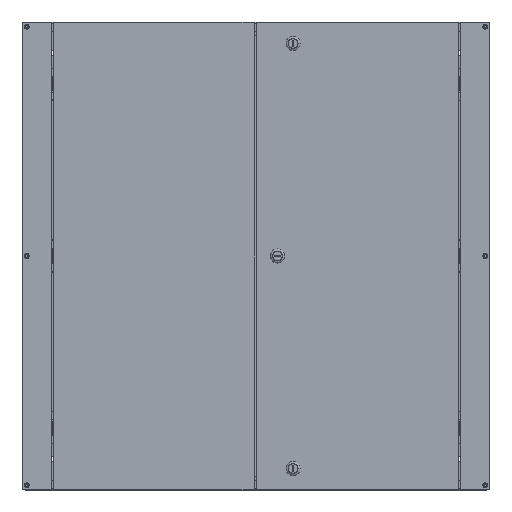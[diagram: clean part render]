
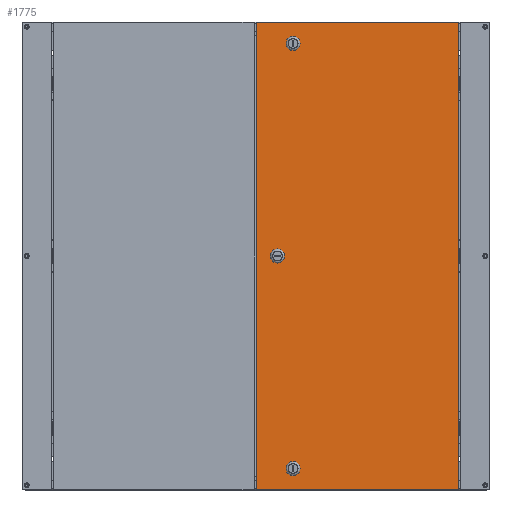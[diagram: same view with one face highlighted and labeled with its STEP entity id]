
A CAD part, front view. The second image highlights one B-rep face of the part: STEP entity #1775.
In plain terms, the highlighted planar face has unit normal (0, -1, 0).
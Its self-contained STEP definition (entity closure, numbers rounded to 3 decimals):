
#1775 = ADVANCED_FACE( '', ( #3580, #3581, #3582, #3583 ), #3584, .T. );
#3580 = FACE_BOUND( '', #21407, .T. );
#3581 = FACE_BOUND( '', #21408, .T. );
#3582 = FACE_BOUND( '', #21409, .T. );
#3583 = FACE_OUTER_BOUND( '', #21410, .T. );
#3584 = PLANE( '', #21411 );
#21407 = EDGE_LOOP( '', ( #36648, #36649, #36650, #36651 ) );
#21408 = EDGE_LOOP( '', ( #36652, #36653, #36654, #36655 ) );
#21409 = EDGE_LOOP( '', ( #36656, #36657, #36658, #36659 ) );
#21410 = EDGE_LOOP( '', ( #36660, #36661, #36662, #36663 ) );
#21411 = AXIS2_PLACEMENT_3D( '', #36664, #36665, #36666 );
#36648 = ORIENTED_EDGE( '', *, *, #40299, .F. );
#36649 = ORIENTED_EDGE( '', *, *, #40300, .F. );
#36650 = ORIENTED_EDGE( '', *, *, #40301, .F. );
#36651 = ORIENTED_EDGE( '', *, *, #40302, .F. );
#36652 = ORIENTED_EDGE( '', *, *, #39317, .F. );
#36653 = ORIENTED_EDGE( '', *, *, #40303, .F. );
#36654 = ORIENTED_EDGE( '', *, *, #40304, .F. );
#36655 = ORIENTED_EDGE( '', *, *, #39893, .F. );
#36656 = ORIENTED_EDGE( '', *, *, #40305, .F. );
#36657 = ORIENTED_EDGE( '', *, *, #39242, .F. );
#36658 = ORIENTED_EDGE( '', *, *, #39435, .F. );
#36659 = ORIENTED_EDGE( '', *, *, #40306, .F. );
#36660 = ORIENTED_EDGE( '', *, *, #40307, .T. );
#36661 = ORIENTED_EDGE( '', *, *, #40308, .T. );
#36662 = ORIENTED_EDGE( '', *, *, #40211, .T. );
#36663 = ORIENTED_EDGE( '', *, *, #39410, .T. );
#36664 = CARTESIAN_POINT( '', ( 0., 0., 0. ) );
#36665 = DIRECTION( '', ( 0., -1., 0. ) );
#36666 = DIRECTION( '', ( 0., 0., -1. ) );
#39242 = EDGE_CURVE( '', #41569, #41571, #41572, .T. );
#39317 = EDGE_CURVE( '', #41693, #41695, #41696, .T. );
#39410 = EDGE_CURVE( '', #41842, #41843, #41844, .T. );
#39435 = EDGE_CURVE( '', #41881, #41569, #41883, .T. );
#39893 = EDGE_CURVE( '', #41695, #42604, #42605, .T. );
#40211 = EDGE_CURVE( '', #43046, #41842, #43047, .T. );
#40299 = EDGE_CURVE( '', #43152, #43153, #43154, .T. );
#40300 = EDGE_CURVE( '', #43155, #43152, #43156, .T. );
#40301 = EDGE_CURVE( '', #43157, #43155, #43158, .T. );
#40302 = EDGE_CURVE( '', #43153, #43157, #43159, .T. );
#40303 = EDGE_CURVE( '', #43160, #41693, #43161, .T. );
#40304 = EDGE_CURVE( '', #42604, #43160, #43162, .T. );
#40305 = EDGE_CURVE( '', #41571, #43163, #43164, .T. );
#40306 = EDGE_CURVE( '', #43163, #41881, #43165, .T. );
#40307 = EDGE_CURVE( '', #41843, #43166, #43167, .T. );
#40308 = EDGE_CURVE( '', #43166, #43046, #43168, .T. );
#41569 = VERTEX_POINT( '', #45306 );
#41571 = VERTEX_POINT( '', #45309 );
#41572 = LINE( '', #45310, #45311 );
#41693 = VERTEX_POINT( '', #45625 );
#41695 = VERTEX_POINT( '', #45628 );
#41696 = CIRCLE( '', #45629, 9.716 );
#41842 = VERTEX_POINT( '', #45948 );
#41843 = VERTEX_POINT( '', #45949 );
#41844 = LINE( '', #45950, #45951 );
#41881 = VERTEX_POINT( '', #46049 );
#41883 = CIRCLE( '', #46052, 9.716 );
#42604 = VERTEX_POINT( '', #47651 );
#42605 = LINE( '', #47652, #47653 );
#43046 = VERTEX_POINT( '', #48757 );
#43047 = LINE( '', #48758, #48759 );
#43152 = VERTEX_POINT( '', #49095 );
#43153 = VERTEX_POINT( '', #49096 );
#43154 = LINE( '', #49097, #49098 );
#43155 = VERTEX_POINT( '', #49099 );
#43156 = CIRCLE( '', #49100, 9.716 );
#43157 = VERTEX_POINT( '', #49101 );
#43158 = LINE( '', #49102, #49103 );
#43159 = CIRCLE( '', #49104, 9.716 );
#43160 = VERTEX_POINT( '', #49105 );
#43161 = LINE( '', #49106, #49107 );
#43162 = CIRCLE( '', #49108, 9.716 );
#43163 = VERTEX_POINT( '', #49109 );
#43164 = CIRCLE( '', #49110, 9.716 );
#43165 = LINE( '', #49111, #49112 );
#43166 = VERTEX_POINT( '', #49113 );
#43167 = LINE( '', #49114, #49115 );
#43168 = LINE( '', #49116, #49117 );
#45306 = CARTESIAN_POINT( '', ( 138.303, 0., -5.322 ) );
#45309 = CARTESIAN_POINT( '', ( 138.303, 0., 5.322 ) );
#45310 = CARTESIAN_POINT( '', ( 138.303, 0., 5.322 ) );
#45311 = VECTOR( '', #50727, 1000. );
#45625 = CARTESIAN_POINT( '', ( 99.453, 0., -337.947 ) );
#45628 = CARTESIAN_POINT( '', ( 99.453, 0., -354.203 ) );
#45629 = AXIS2_PLACEMENT_3D( '', #50799, #50800, #50801 );
#45948 = CARTESIAN_POINT( '', ( 165.1, 0., 381. ) );
#45949 = CARTESIAN_POINT( '', ( -165.1, 0., 381. ) );
#45950 = CARTESIAN_POINT( '', ( 165.1, 0., 381. ) );
#45951 = VECTOR( '', #50902, 1000. );
#46049 = CARTESIAN_POINT( '', ( 122.047, 0., -5.322 ) );
#46052 = AXIS2_PLACEMENT_3D( '', #50924, #50925, #50926 );
#47651 = CARTESIAN_POINT( '', ( 110.097, 0., -354.203 ) );
#47652 = CARTESIAN_POINT( '', ( 99.453, 0., -354.203 ) );
#47653 = VECTOR( '', #51418, 1000. );
#48757 = CARTESIAN_POINT( '', ( 165.1, 0., -381. ) );
#48758 = CARTESIAN_POINT( '', ( 165.1, 0., -381. ) );
#48759 = VECTOR( '', #51669, 1000. );
#49095 = CARTESIAN_POINT( '', ( 110.097, 0., 354.203 ) );
#49096 = CARTESIAN_POINT( '', ( 99.453, 0., 354.203 ) );
#49097 = CARTESIAN_POINT( '', ( 110.097, 0., 354.203 ) );
#49098 = VECTOR( '', #51731, 1000. );
#49099 = CARTESIAN_POINT( '', ( 110.097, 0., 337.947 ) );
#49100 = AXIS2_PLACEMENT_3D( '', #51732, #51733, #51734 );
#49101 = CARTESIAN_POINT( '', ( 99.453, 0., 337.947 ) );
#49102 = CARTESIAN_POINT( '', ( 99.453, 0., 337.947 ) );
#49103 = VECTOR( '', #51735, 1000. );
#49104 = AXIS2_PLACEMENT_3D( '', #51736, #51737, #51738 );
#49105 = CARTESIAN_POINT( '', ( 110.097, 0., -337.947 ) );
#49106 = CARTESIAN_POINT( '', ( 99.453, 0., -337.947 ) );
#49107 = VECTOR( '', #51739, 1000. );
#49108 = AXIS2_PLACEMENT_3D( '', #51740, #51741, #51742 );
#49109 = CARTESIAN_POINT( '', ( 122.047, 0., 5.322 ) );
#49110 = AXIS2_PLACEMENT_3D( '', #51743, #51744, #51745 );
#49111 = CARTESIAN_POINT( '', ( 122.047, 0., 5.322 ) );
#49112 = VECTOR( '', #51746, 1000. );
#49113 = CARTESIAN_POINT( '', ( -165.1, 0., -381. ) );
#49114 = CARTESIAN_POINT( '', ( -165.1, 0., 381. ) );
#49115 = VECTOR( '', #51747, 1000. );
#49116 = CARTESIAN_POINT( '', ( -165.1, 0., -381. ) );
#49117 = VECTOR( '', #51748, 1000. );
#50727 = DIRECTION( '', ( 0., 0., 1. ) );
#50799 = CARTESIAN_POINT( '', ( 104.775, 0., -346.075 ) );
#50800 = DIRECTION( '', ( 0., -1., 0. ) );
#50801 = DIRECTION( '', ( 0., 0., 1. ) );
#50902 = DIRECTION( '', ( -1., 0., 0. ) );
#50924 = CARTESIAN_POINT( '', ( 130.175, 0., 0. ) );
#50925 = DIRECTION( '', ( 0., -1., 0. ) );
#50926 = DIRECTION( '', ( 1., 0., 0. ) );
#51418 = DIRECTION( '', ( 1., 0., 0. ) );
#51669 = DIRECTION( '', ( 0., 0., 1. ) );
#51731 = DIRECTION( '', ( -1., 0., 0. ) );
#51732 = CARTESIAN_POINT( '', ( 104.775, 0., 346.075 ) );
#51733 = DIRECTION( '', ( 0., -1., 0. ) );
#51734 = DIRECTION( '', ( 0., 0., -1. ) );
#51735 = DIRECTION( '', ( 1., 0., 0. ) );
#51736 = CARTESIAN_POINT( '', ( 104.775, 0., 346.075 ) );
#51737 = DIRECTION( '', ( 0., -1., 0. ) );
#51738 = DIRECTION( '', ( 0., 0., -1. ) );
#51739 = DIRECTION( '', ( -1., 0., 0. ) );
#51740 = CARTESIAN_POINT( '', ( 104.775, 0., -346.075 ) );
#51741 = DIRECTION( '', ( 0., -1., 0. ) );
#51742 = DIRECTION( '', ( 0., 0., 1. ) );
#51743 = CARTESIAN_POINT( '', ( 130.175, 0., 0. ) );
#51744 = DIRECTION( '', ( 0., -1., 0. ) );
#51745 = DIRECTION( '', ( 1., 0., 0. ) );
#51746 = DIRECTION( '', ( 0., 0., -1. ) );
#51747 = DIRECTION( '', ( 0., 0., -1. ) );
#51748 = DIRECTION( '', ( 1., 0., 0. ) );
